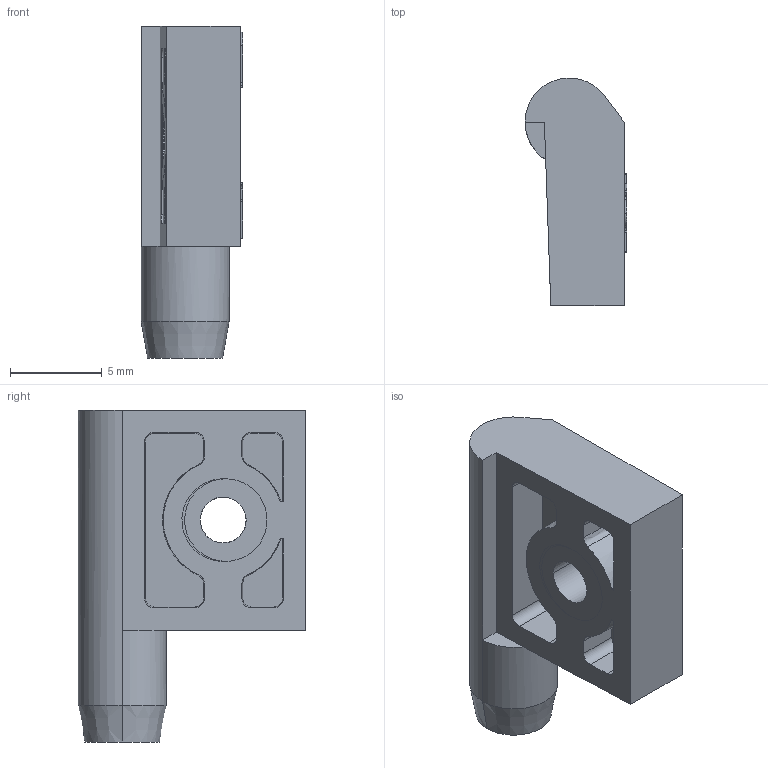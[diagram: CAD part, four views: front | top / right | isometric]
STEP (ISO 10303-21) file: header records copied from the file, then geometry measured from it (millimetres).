
FILE_DESCRIPTION (( 'STEP AP214' ), '1' );
FILE_NAME ('JXHSV06-04004-d motherboard box upper hinge.step', '2023-06-08T06:47:02', ( '微软用户' ), ( '微软中国' ), 'SwSTEP 2.0', 'SolidWorks 2020', '' );
FILE_SCHEMA (( 'AUTOMOTIVE_DESIGN' ));
Length unit declared in the file: millimetre
Products named in the file (1): JXHSV06-04004-d motherboard box upper hinge
Bounding box: 5.55 x 12.4 x 18.1 mm (x, y, z)
Volume: 631.5 mm3; surface area: 716.3 mm2
Topology: 1 solids, 1 shells, 130 faces, 355 edges, 236 vertices
Faces by surface type: plane 93, bspline 20, cylinder 12, cone 5
Entity records: 4875 total; most frequent: CARTESIAN_POINT 1713, ORIENTED_EDGE 710, DIRECTION 518, EDGE_CURVE 355, LINE 266, VECTOR 266, VERTEX_POINT 236, EDGE_LOOP 141
